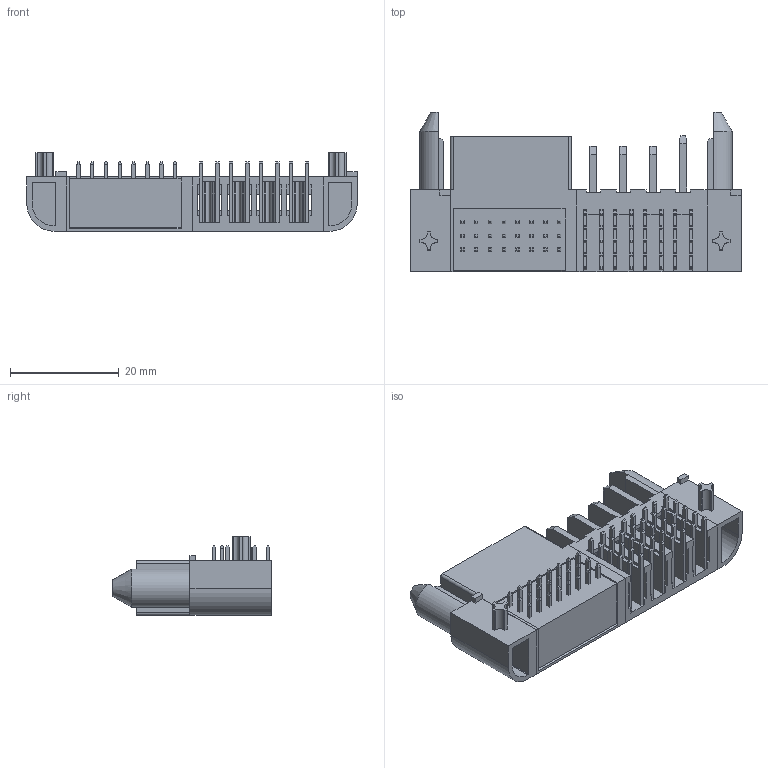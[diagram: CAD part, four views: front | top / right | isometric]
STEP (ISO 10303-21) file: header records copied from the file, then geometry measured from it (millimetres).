
FILE_DESCRIPTION( ( 'STEP AP214' ), '1' );
FILE_NAME( 'ET60T-000-3-08-D04-L-R1-S-H.stp', '2019-06-30T22:09:52', ( '' ), ( '' ), ' ', 'PARTsolutions', ' ' );
FILE_SCHEMA( ( 'AUTOMOTIVE_DESIGN { 1 0 10303 214 1 1 1 1 }' ) );
Length unit declared in the file: millimetre
Products named in the file (9): ET60T-000-3-08-D04-L-R1-S-H; _ET60T-24-RT1-GP_st; _ET60T-0-00-0_pt; _ET60T-RT1-GP_gpl; _ET60T-0-00-R1--H_ppins_l; _ET60T-D-04-0_pt; _ET60T-RT1-GP_gpr; _ET60T-D-04-R1--H_ppr; _ET60T-24-R1--H_sp
Assembly tree (8 placements, depth 2):
  ET60T-000-3-08-D04-L-R1-S-H
    _ET60T-24-RT1-GP_st
    _ET60T-0-00-0_pt
    _ET60T-RT1-GP_gpl
    _ET60T-0-00-R1--H_ppins_l
    _ET60T-D-04-0_pt
    _ET60T-RT1-GP_gpr
    _ET60T-D-04-R1--H_ppr
    _ET60T-24-R1--H_sp
Bounding box: 60.76 x 29.25 x 14.46 mm (x, y, z)
Volume: 8332.3 mm3; surface area: 12304.1 mm2
Topology: 6 solids, 6 shells, 1110 faces, 3068 edges, 1982 vertices
Faces by surface type: plane 1006, cylinder 102, cone 2
Entity records: 43624 total; most frequent: CARTESIAN_POINT 6169, ORIENTED_EDGE 6136, DIRECTION 5512, EDGE_CURVE 3068, LINE 2862, VECTOR 2862, VERTEX_POINT 1980, AXIS2_PLACEMENT_3D 1325
